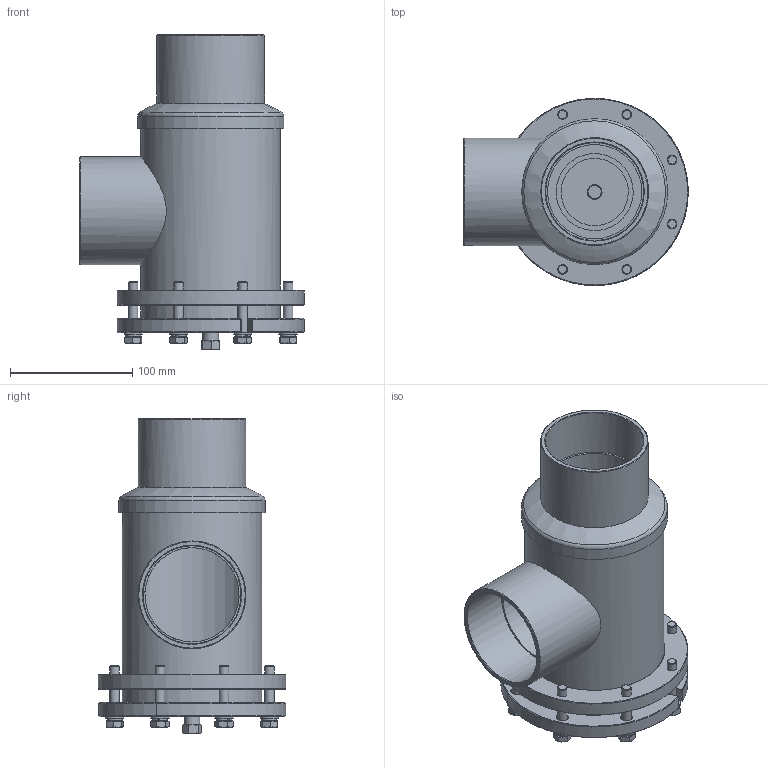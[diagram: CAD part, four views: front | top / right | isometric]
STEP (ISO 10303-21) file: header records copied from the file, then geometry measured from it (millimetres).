
FILE_DESCRIPTION(('TFLEX Exchange Step'),'2;1');
FILE_NAME('023U7280R.stp', '2023-01-10T10:15:25+03:00',('RUCO2978'),('Unknown organisation'),'TFLEX Exchange 2022.1','T-FLEX CAD','Unknown authorisation');
FILE_SCHEMA( ('AP242_MANAGED_MODEL_BASED_3D_ENGINEERING_MIM_LF {1 0 10303 442 1 1 4 }') );
Length unit declared in the file: millimetre
Products named in the file (1): Nodes
Bounding box: 183.5 x 153 x 257.27 mm (x, y, z)
Volume: 640851.1 mm3; surface area: 276250.1 mm2
Topology: 2 solids, 2 shells, 417 faces, 1027 edges, 654 vertices
Faces by surface type: plane 196, cone 114, cylinder 103, torus 2, bspline 2
Full cylindrical faces by diameter (mm): 7.794 x16, 8.5 x8, 8.9 x7, 10.996 x1, 13 x9, 15 x8, 55 x1, 63 x1, 77 x2, 80.1 x2, 85 x1, 88 x2, 106.2 x1, 106.5 x1, 108 x1, 114 x1, 114.3 x1, 114.4 x1, 114.5 x1, 114.8 x1, 119.3 x1, 153 x1
Entity records: 57347 total; most frequent: CARTESIAN_POINT 47927, ORIENTED_EDGE 2054, DIRECTION 1759, EDGE_CURVE 1027, AXIS2_PLACEMENT_3D 706, VERTEX_POINT 654, EDGE_LOOP 493, FACE_BOUND 493
